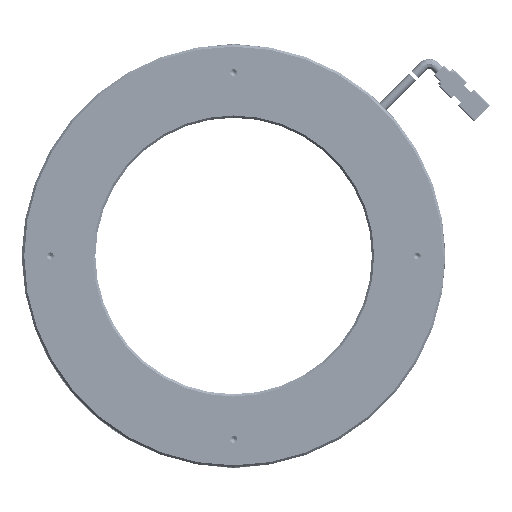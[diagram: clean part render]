
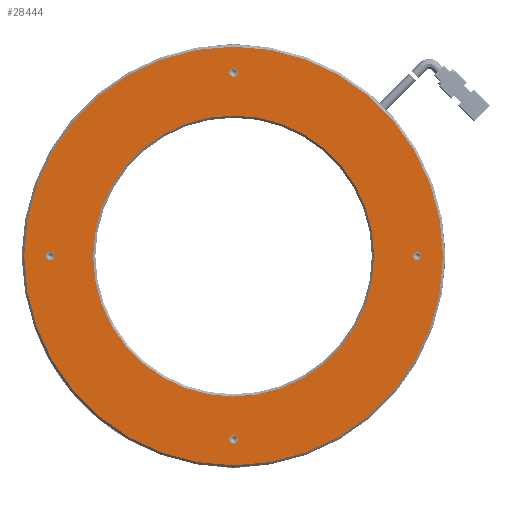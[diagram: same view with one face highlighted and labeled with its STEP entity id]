
A CAD part, front view. The second image highlights one B-rep face of the part: STEP entity #28444.
In plain terms, the highlighted planar face has unit normal (0, -1, 0).
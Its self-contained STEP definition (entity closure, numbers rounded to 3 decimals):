
#4074 = EDGE_CURVE ( 'NONE', #23121, #240957, #50511, .T. ) ;
#7856 = FACE_OUTER_BOUND ( 'NONE', #173089, .T. ) ;
#8441 = AXIS2_PLACEMENT_3D ( 'NONE', #37573, #178246, #57857 ) ;
#11139 = VERTEX_POINT ( 'NONE', #195206 ) ;
#11157 = ORIENTED_EDGE ( 'NONE', *, *, #104091, .F. ) ;
#15505 = CARTESIAN_POINT ( 'NONE',  ( -3.667, -12.059, 0. ) ) ;
#16457 = CIRCLE ( 'NONE', #180044, 1.5 ) ;
#19643 = PLANE ( 'NONE',  #102896 ) ;
#23121 = VERTEX_POINT ( 'NONE', #258884 ) ;
#24332 = CARTESIAN_POINT ( 'NONE',  ( -3.667, -12.059, 65. ) ) ;
#28444 = ADVANCED_FACE ( 'NONE', ( #221768, #168311, #61326, #114934, #7856, #215475 ), #19643, .F. ) ;
#28887 = VERTEX_POINT ( 'NONE', #237062 ) ;
#30184 = EDGE_CURVE ( 'NONE', #187482, #193264, #96812, .T. ) ;
#31936 = ORIENTED_EDGE ( 'NONE', *, *, #89264, .F. ) ;
#33271 = CIRCLE ( 'NONE', #204759, 49.8 ) ;
#35680 = DIRECTION ( 'NONE',  ( 0., 0., 1. ) ) ;
#37573 = CARTESIAN_POINT ( 'NONE',  ( -68.667, -12.059, 0. ) ) ;
#43135 = DIRECTION ( 'NONE',  ( 0., -1., 0. ) ) ;
#45950 = CIRCLE ( 'NONE', #223352, 1.5 ) ;
#46333 = VERTEX_POINT ( 'NONE', #240222 ) ;
#48105 = DIRECTION ( 'NONE',  ( 0., 0., -1. ) ) ;
#50511 = CIRCLE ( 'NONE', #81742, 74.2 ) ;
#52760 = EDGE_LOOP ( 'NONE', ( #62443, #31936 ) ) ;
#57857 = DIRECTION ( 'NONE',  ( 0., 0., -1. ) ) ;
#58879 = AXIS2_PLACEMENT_3D ( 'NONE', #219604, #99294, #239887 ) ;
#60032 = CARTESIAN_POINT ( 'NONE',  ( -3.667, -12.059, -65. ) ) ;
#60580 = EDGE_CURVE ( 'NONE', #260218, #28887, #165989, .T. ) ;
#61326 = FACE_BOUND ( 'NONE', #52760, .T. ) ;
#62443 = ORIENTED_EDGE ( 'NONE', *, *, #207053, .F. ) ;
#67225 = CARTESIAN_POINT ( 'NONE',  ( -3.667, -12.059, 65. ) ) ;
#67282 = EDGE_CURVE ( 'NONE', #193264, #187482, #179126, .T. ) ;
#68098 = DIRECTION ( 'NONE',  ( 0., 1., 0. ) ) ;
#69431 = CARTESIAN_POINT ( 'NONE',  ( -3.667, -12.059, 66.5 ) ) ;
#69541 = CARTESIAN_POINT ( 'NONE',  ( -68.667, -12.059, 0. ) ) ;
#75305 = VERTEX_POINT ( 'NONE', #132318 ) ;
#75849 = ORIENTED_EDGE ( 'NONE', *, *, #4074, .F. ) ;
#78866 = CIRCLE ( 'NONE', #158289, 1.5 ) ;
#80280 = DIRECTION ( 'NONE',  ( 0., 0., -1. ) ) ;
#81742 = AXIS2_PLACEMENT_3D ( 'NONE', #15505, #156200, #35680 ) ;
#85252 = DIRECTION ( 'NONE',  ( 0., -1., 0. ) ) ;
#86044 = VERTEX_POINT ( 'NONE', #86608 ) ;
#86608 = CARTESIAN_POINT ( 'NONE',  ( -3.667, -12.059, -49.8 ) ) ;
#87312 = EDGE_CURVE ( 'NONE', #11139, #46333, #137937, .T. ) ;
#87546 = DIRECTION ( 'NONE',  ( 0., 0., -1. ) ) ;
#89264 = EDGE_CURVE ( 'NONE', #75305, #150110, #110166, .T. ) ;
#89857 = DIRECTION ( 'NONE',  ( 0., 0., -1. ) ) ;
#92382 = DIRECTION ( 'NONE',  ( 0., -1., 0. ) ) ;
#96812 = CIRCLE ( 'NONE', #186058, 1.5 ) ;
#98014 = CARTESIAN_POINT ( 'NONE',  ( -3.667, -12.059, 0. ) ) ;
#99294 = DIRECTION ( 'NONE',  ( 0., -1., 0. ) ) ;
#100626 = CARTESIAN_POINT ( 'NONE',  ( 45.333, -12.059, 0. ) ) ;
#102896 = AXIS2_PLACEMENT_3D ( 'NONE', #100626, #241237, #120738 ) ;
#104091 = EDGE_CURVE ( 'NONE', #222928, #86044, #222193, .T. ) ;
#109016 = CARTESIAN_POINT ( 'NONE',  ( -3.667, -12.059, -74.2 ) ) ;
#110166 = CIRCLE ( 'NONE', #58879, 1.5 ) ;
#114934 = FACE_BOUND ( 'NONE', #149663, .T. ) ;
#115710 = AXIS2_PLACEMENT_3D ( 'NONE', #188576, #68098, #208772 ) ;
#118143 = DIRECTION ( 'NONE',  ( 0., 0., -1. ) ) ;
#120738 = DIRECTION ( 'NONE',  ( 0., 0., 1. ) ) ;
#122180 = EDGE_CURVE ( 'NONE', #240957, #23121, #139994, .T. ) ;
#123436 = EDGE_LOOP ( 'NONE', ( #154504, #11157 ) ) ;
#132318 = CARTESIAN_POINT ( 'NONE',  ( -3.667, -12.059, -63.5 ) ) ;
#137937 = CIRCLE ( 'NONE', #219723, 1.5 ) ;
#139164 = ORIENTED_EDGE ( 'NONE', *, *, #30184, .F. ) ;
#139994 = CIRCLE ( 'NONE', #115710, 74.2 ) ;
#149663 = EDGE_LOOP ( 'NONE', ( #173492, #139164 ) ) ;
#150110 = VERTEX_POINT ( 'NONE', #150988 ) ;
#150988 = CARTESIAN_POINT ( 'NONE',  ( -3.667, -12.059, -66.5 ) ) ;
#154504 = ORIENTED_EDGE ( 'NONE', *, *, #213102, .F. ) ;
#156200 = DIRECTION ( 'NONE',  ( 0., 1., 0. ) ) ;
#158289 = AXIS2_PLACEMENT_3D ( 'NONE', #205667, #85252, #225786 ) ;
#158783 = AXIS2_PLACEMENT_3D ( 'NONE', #163662, #43135, #183889 ) ;
#163662 = CARTESIAN_POINT ( 'NONE',  ( -3.667, -12.059, 0. ) ) ;
#165039 = DIRECTION ( 'NONE',  ( 0., -1., 0. ) ) ;
#165989 = CIRCLE ( 'NONE', #8441, 1.5 ) ;
#166605 = ORIENTED_EDGE ( 'NONE', *, *, #122180, .F. ) ;
#168311 = FACE_BOUND ( 'NONE', #233199, .T. ) ;
#173089 = EDGE_LOOP ( 'NONE', ( #75849, #166605 ) ) ;
#173492 = ORIENTED_EDGE ( 'NONE', *, *, #67282, .F. ) ;
#176706 = CARTESIAN_POINT ( 'NONE',  ( -3.667, -12.059, 49.8 ) ) ;
#178246 = DIRECTION ( 'NONE',  ( 0., -1., 0. ) ) ;
#179126 = CIRCLE ( 'NONE', #256878, 1.5 ) ;
#180044 = AXIS2_PLACEMENT_3D ( 'NONE', #69541, #210170, #89857 ) ;
#183187 = CARTESIAN_POINT ( 'NONE',  ( -3.667, -12.059, 63.5 ) ) ;
#183889 = DIRECTION ( 'NONE',  ( 0., 0., -1. ) ) ;
#186058 = AXIS2_PLACEMENT_3D ( 'NONE', #24332, #165039, #48105 ) ;
#187482 = VERTEX_POINT ( 'NONE', #69431 ) ;
#188576 = CARTESIAN_POINT ( 'NONE',  ( -3.667, -12.059, 0. ) ) ;
#192759 = EDGE_CURVE ( 'NONE', #28887, #260218, #16457, .T. ) ;
#193264 = VERTEX_POINT ( 'NONE', #183187 ) ;
#195206 = CARTESIAN_POINT ( 'NONE',  ( 61.333, -12.059, 1.5 ) ) ;
#200302 = EDGE_LOOP ( 'NONE', ( #216744, #226721 ) ) ;
#200782 = DIRECTION ( 'NONE',  ( 0., -1., 0. ) ) ;
#204759 = AXIS2_PLACEMENT_3D ( 'NONE', #98014, #238605, #118143 ) ;
#205667 = CARTESIAN_POINT ( 'NONE',  ( 61.333, -12.059, 0. ) ) ;
#207053 = EDGE_CURVE ( 'NONE', #150110, #75305, #45950, .T. ) ;
#207934 = DIRECTION ( 'NONE',  ( 0., -1., 0. ) ) ;
#208772 = DIRECTION ( 'NONE',  ( 0., 0., 1. ) ) ;
#210170 = DIRECTION ( 'NONE',  ( 0., -1., 0. ) ) ;
#212743 = CARTESIAN_POINT ( 'NONE',  ( 61.333, -12.059, 0. ) ) ;
#213102 = EDGE_CURVE ( 'NONE', #86044, #222928, #33271, .T. ) ;
#215475 = FACE_BOUND ( 'NONE', #123436, .T. ) ;
#216744 = ORIENTED_EDGE ( 'NONE', *, *, #60580, .F. ) ;
#219604 = CARTESIAN_POINT ( 'NONE',  ( -3.667, -12.059, -65. ) ) ;
#219723 = AXIS2_PLACEMENT_3D ( 'NONE', #212743, #92382, #232917 ) ;
#221768 = FACE_BOUND ( 'NONE', #200302, .T. ) ;
#222193 = CIRCLE ( 'NONE', #158783, 49.8 ) ;
#222928 = VERTEX_POINT ( 'NONE', #176706 ) ;
#223352 = AXIS2_PLACEMENT_3D ( 'NONE', #60032, #200782, #80280 ) ;
#223967 = EDGE_CURVE ( 'NONE', #46333, #11139, #78866, .T. ) ;
#225786 = DIRECTION ( 'NONE',  ( 0., 0., -1. ) ) ;
#226721 = ORIENTED_EDGE ( 'NONE', *, *, #192759, .F. ) ;
#230448 = CARTESIAN_POINT ( 'NONE',  ( -68.667, -12.059, -1.5 ) ) ;
#232917 = DIRECTION ( 'NONE',  ( 0., 0., -1. ) ) ;
#233199 = EDGE_LOOP ( 'NONE', ( #244330, #247691 ) ) ;
#237062 = CARTESIAN_POINT ( 'NONE',  ( -68.667, -12.059, 1.5 ) ) ;
#238605 = DIRECTION ( 'NONE',  ( 0., -1., 0. ) ) ;
#239887 = DIRECTION ( 'NONE',  ( 0., 0., -1. ) ) ;
#240222 = CARTESIAN_POINT ( 'NONE',  ( 61.333, -12.059, -1.5 ) ) ;
#240957 = VERTEX_POINT ( 'NONE', #109016 ) ;
#241237 = DIRECTION ( 'NONE',  ( 0., 1., 0. ) ) ;
#244330 = ORIENTED_EDGE ( 'NONE', *, *, #223967, .F. ) ;
#247691 = ORIENTED_EDGE ( 'NONE', *, *, #87312, .F. ) ;
#256878 = AXIS2_PLACEMENT_3D ( 'NONE', #67225, #207934, #87546 ) ;
#258884 = CARTESIAN_POINT ( 'NONE',  ( -3.667, -12.059, 74.2 ) ) ;
#260218 = VERTEX_POINT ( 'NONE', #230448 ) ;
